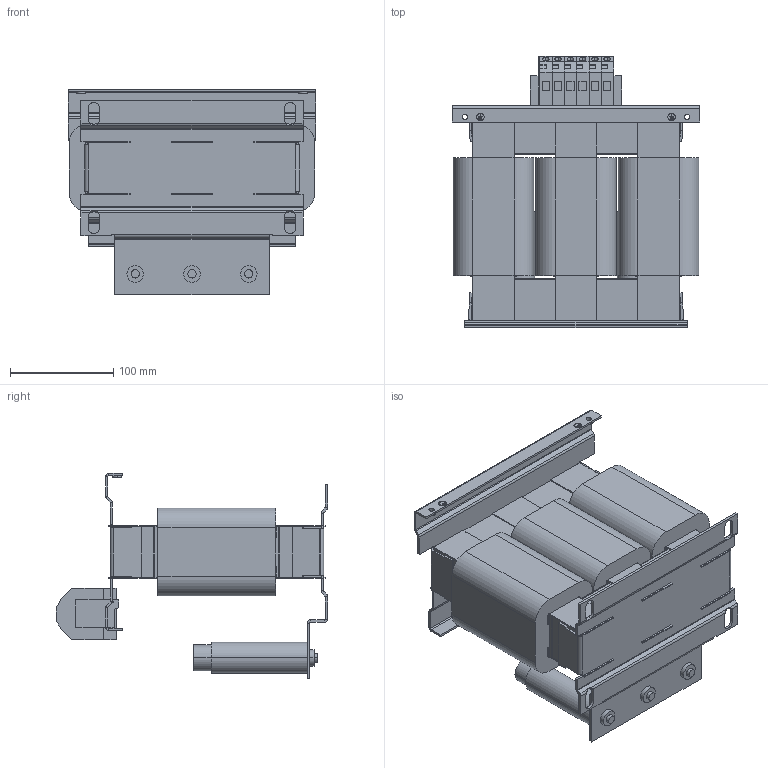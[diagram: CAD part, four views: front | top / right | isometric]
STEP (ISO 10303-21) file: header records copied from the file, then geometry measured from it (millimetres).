
FILE_DESCRIPTION (( 'STEP AP214' ), '1' );
FILE_NAME ('146987.STEP', '2024-05-17T06:55:41', ( '' ), ( '' ), 'SwSTEP 2.0', 'SolidWorks 2022', '' );
FILE_SCHEMA (( 'AUTOMOTIVE_DESIGN' ));
Length unit declared in the file: millimetre
Products named in the file (1): 146987
Bounding box: 240 x 263 x 198.5 mm (x, y, z)
Volume: 3630752.8 mm3; surface area: 381311.2 mm2
Topology: 1 solids, 1 shells, 940 faces, 2312 edges, 1426 vertices
Faces by surface type: plane 734, cylinder 198, bspline 8
Entity records: 27562 total; most frequent: CARTESIAN_POINT 5247, ORIENTED_EDGE 4624, DIRECTION 4514, EDGE_CURVE 2312, LINE 1908, VECTOR 1908, VERTEX_POINT 1426, AXIS2_PLACEMENT_3D 1303
